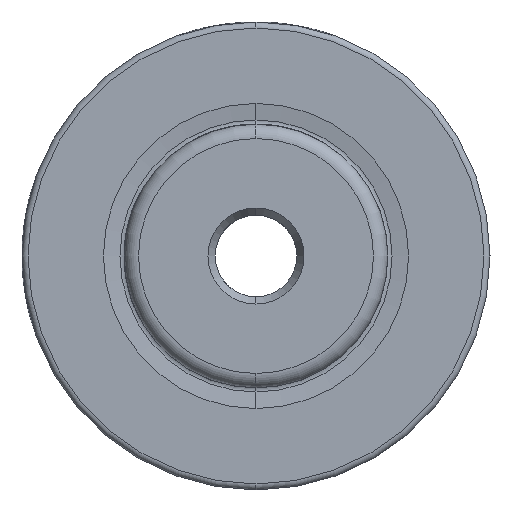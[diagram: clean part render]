
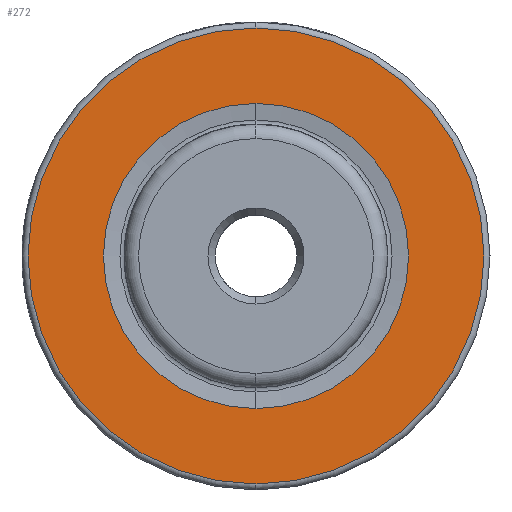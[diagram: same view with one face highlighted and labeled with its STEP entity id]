
A CAD part, left-side view. The second image highlights one B-rep face of the part: STEP entity #272.
In plain terms, the highlighted planar face has unit normal (-1, 0, 0).
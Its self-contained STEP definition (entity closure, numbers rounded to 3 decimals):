
#102 = DIRECTION ( 'NONE',  ( 0., 0., 1. ) ) ;
#163 = CIRCLE ( 'NONE', #2438, 12.715 ) ;
#215 = CIRCLE ( 'NONE', #2652, 19. ) ;
#221 = EDGE_CURVE ( 'NONE', #1758, #552, #163, .T. ) ;
#272 = ADVANCED_FACE ( 'NONE', ( #1987, #2649 ), #2506, .F. ) ;
#298 = DIRECTION ( 'NONE',  ( 1., 0., 0. ) ) ;
#353 = ORIENTED_EDGE ( 'NONE', *, *, #1819, .T. ) ;
#482 = DIRECTION ( 'NONE',  ( -1., 0., 0. ) ) ;
#522 = ORIENTED_EDGE ( 'NONE', *, *, #886, .F. ) ;
#552 = VERTEX_POINT ( 'NONE', #1298 ) ;
#560 = AXIS2_PLACEMENT_3D ( 'NONE', #801, #298, #2043 ) ;
#645 = VERTEX_POINT ( 'NONE', #3061 ) ;
#752 = DIRECTION ( 'NONE',  ( -1., 0., 0. ) ) ;
#801 = CARTESIAN_POINT ( 'NONE',  ( 0., 12.715, 0. ) ) ;
#886 = EDGE_CURVE ( 'NONE', #552, #1758, #1223, .T. ) ;
#1065 = ORIENTED_EDGE ( 'NONE', *, *, #221, .F. ) ;
#1147 = CARTESIAN_POINT ( 'NONE',  ( 0., 0., 19. ) ) ;
#1223 = CIRCLE ( 'NONE', #2484, 12.715 ) ;
#1298 = CARTESIAN_POINT ( 'NONE',  ( 0., 0., 12.715 ) ) ;
#1360 = CARTESIAN_POINT ( 'NONE',  ( 0., 0., 0. ) ) ;
#1382 = EDGE_LOOP ( 'NONE', ( #353, #3127 ) ) ;
#1445 = VERTEX_POINT ( 'NONE', #1147 ) ;
#1474 = CARTESIAN_POINT ( 'NONE',  ( 0., 0., -12.715 ) ) ;
#1602 = DIRECTION ( 'NONE',  ( 0., 0., 1. ) ) ;
#1613 = DIRECTION ( 'NONE',  ( -1., 0., 0. ) ) ;
#1758 = VERTEX_POINT ( 'NONE', #1474 ) ;
#1819 = EDGE_CURVE ( 'NONE', #1445, #645, #1919, .T. ) ;
#1919 = CIRCLE ( 'NONE', #2906, 19. ) ;
#1970 = CARTESIAN_POINT ( 'NONE',  ( 0., 0., 0. ) ) ;
#1987 = FACE_BOUND ( 'NONE', #2380, .T. ) ;
#2043 = DIRECTION ( 'NONE',  ( 0., 0., -1. ) ) ;
#2206 = DIRECTION ( 'NONE',  ( 0., 0., 1. ) ) ;
#2380 = EDGE_LOOP ( 'NONE', ( #522, #1065 ) ) ;
#2438 = AXIS2_PLACEMENT_3D ( 'NONE', #2995, #752, #3032 ) ;
#2484 = AXIS2_PLACEMENT_3D ( 'NONE', #1360, #3071, #1602 ) ;
#2506 = PLANE ( 'NONE',  #560 ) ;
#2649 = FACE_OUTER_BOUND ( 'NONE', #1382, .T. ) ;
#2652 = AXIS2_PLACEMENT_3D ( 'NONE', #3078, #1613, #102 ) ;
#2869 = EDGE_CURVE ( 'NONE', #645, #1445, #215, .T. ) ;
#2906 = AXIS2_PLACEMENT_3D ( 'NONE', #1970, #482, #2206 ) ;
#2995 = CARTESIAN_POINT ( 'NONE',  ( 0., 0., 0. ) ) ;
#3032 = DIRECTION ( 'NONE',  ( 0., 0., 1. ) ) ;
#3061 = CARTESIAN_POINT ( 'NONE',  ( 0., 0., -19. ) ) ;
#3071 = DIRECTION ( 'NONE',  ( -1., 0., 0. ) ) ;
#3078 = CARTESIAN_POINT ( 'NONE',  ( 0., 0., 0. ) ) ;
#3127 = ORIENTED_EDGE ( 'NONE', *, *, #2869, .T. ) ;
